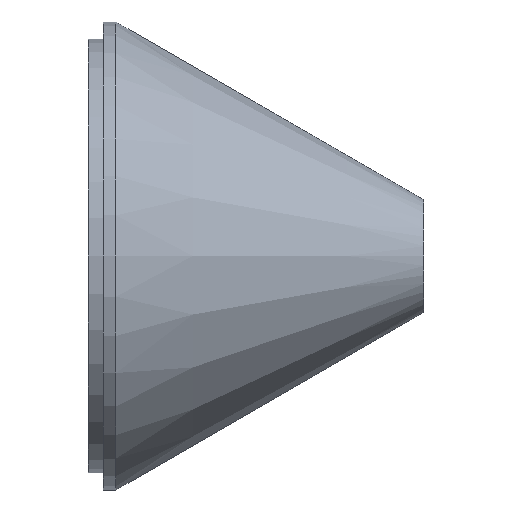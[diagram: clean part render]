
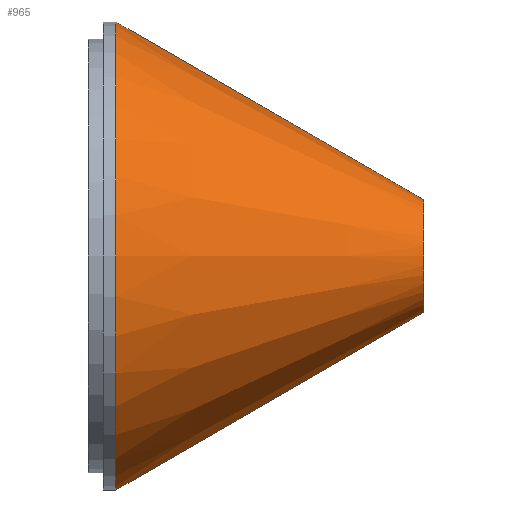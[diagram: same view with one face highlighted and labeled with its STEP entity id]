
A CAD part, front view. The second image highlights one B-rep face of the part: STEP entity #965.
In plain terms, the highlighted conical face has half-angle 30 degrees and reference radius 6.5 mm.
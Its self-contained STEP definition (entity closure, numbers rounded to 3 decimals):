
#65 = CARTESIAN_POINT ( 'NONE',  ( 3.193, 0., -27. ) ) ;
#117 = VERTEX_POINT ( 'NONE', #671 ) ;
#170 = EDGE_LOOP ( 'NONE', ( #294, #407, #580, #438 ) ) ;
#209 = EDGE_CURVE ( 'NONE', #1187, #1073, #736, .T. ) ;
#245 = EDGE_CURVE ( 'NONE', #1144, #117, #828, .T. ) ;
#249 = CARTESIAN_POINT ( 'NONE',  ( 38.7, 0., -6.5 ) ) ;
#294 = ORIENTED_EDGE ( 'NONE', *, *, #700, .F. ) ;
#309 = CONICAL_SURFACE ( 'NONE', #516, 6.5, 0.524 ) ;
#351 = EDGE_CURVE ( 'NONE', #1073, #117, #497, .T. ) ;
#391 = DIRECTION ( 'NONE',  ( -1., 0., 0. ) ) ;
#407 = ORIENTED_EDGE ( 'NONE', *, *, #209, .T. ) ;
#438 = ORIENTED_EDGE ( 'NONE', *, *, #245, .F. ) ;
#461 = DIRECTION ( 'NONE',  ( -1., 0., 0. ) ) ;
#471 = DIRECTION ( 'NONE',  ( 0., 0., 1. ) ) ;
#497 = LINE ( 'NONE', #1060, #1008 ) ;
#516 = AXIS2_PLACEMENT_3D ( 'NONE', #637, #461, #664 ) ;
#560 = DIRECTION ( 'NONE',  ( 0., 0., 1. ) ) ;
#580 = ORIENTED_EDGE ( 'NONE', *, *, #351, .T. ) ;
#616 = FACE_OUTER_BOUND ( 'NONE', #170, .T. ) ;
#619 = DIRECTION ( 'NONE',  ( -0.866, 0., -0.5 ) ) ;
#637 = CARTESIAN_POINT ( 'NONE',  ( 38.7, 0., 0. ) ) ;
#649 = CARTESIAN_POINT ( 'NONE',  ( 38.7, 0., 0. ) ) ;
#664 = DIRECTION ( 'NONE',  ( 0., 0., 1. ) ) ;
#671 = CARTESIAN_POINT ( 'NONE',  ( 3.193, 0., 27. ) ) ;
#700 = EDGE_CURVE ( 'NONE', #1187, #1144, #1081, .T. ) ;
#736 = CIRCLE ( 'NONE', #970, 6.5 ) ;
#741 = VECTOR ( 'NONE', #619, 1000. ) ;
#748 = CARTESIAN_POINT ( 'NONE',  ( 38.7, 0., -6.5 ) ) ;
#767 = DIRECTION ( 'NONE',  ( -1., 0., 0. ) ) ;
#797 = DIRECTION ( 'NONE',  ( -0.866, 0., 0.5 ) ) ;
#828 = CIRCLE ( 'NONE', #1094, 27. ) ;
#921 = CARTESIAN_POINT ( 'NONE',  ( 38.7, 0., 6.5 ) ) ;
#965 = ADVANCED_FACE ( 'NONE', ( #616 ), #309, .T. ) ;
#970 = AXIS2_PLACEMENT_3D ( 'NONE', #649, #391, #560 ) ;
#1008 = VECTOR ( 'NONE', #797, 1000. ) ;
#1032 = CARTESIAN_POINT ( 'NONE',  ( 3.193, 0., 0. ) ) ;
#1060 = CARTESIAN_POINT ( 'NONE',  ( 38.7, 0., 6.5 ) ) ;
#1073 = VERTEX_POINT ( 'NONE', #921 ) ;
#1081 = LINE ( 'NONE', #249, #741 ) ;
#1094 = AXIS2_PLACEMENT_3D ( 'NONE', #1032, #767, #471 ) ;
#1144 = VERTEX_POINT ( 'NONE', #65 ) ;
#1187 = VERTEX_POINT ( 'NONE', #748 ) ;
